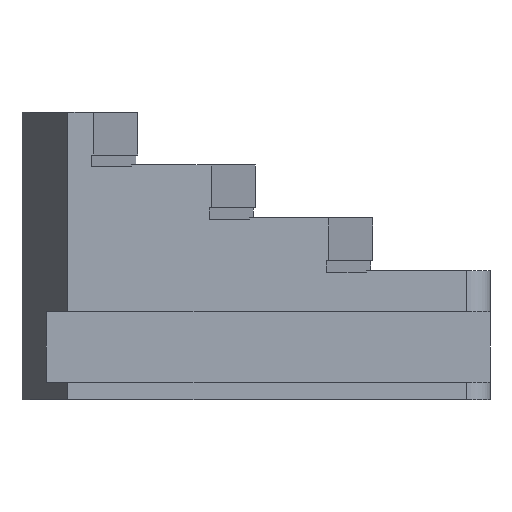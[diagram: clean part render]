
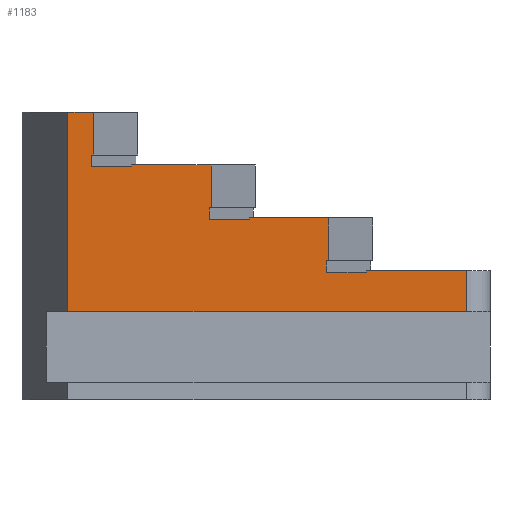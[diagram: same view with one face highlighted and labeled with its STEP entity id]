
A CAD part, left-side view. The second image highlights one B-rep face of the part: STEP entity #1183.
In plain terms, the highlighted planar face has unit normal (-1, 0, 0).
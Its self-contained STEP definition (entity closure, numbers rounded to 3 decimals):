
#30=FACE_OUTER_BOUND('',#88,.T.);
#88=EDGE_LOOP('',(#765,#766,#767,#768,#769,#770,#771,#772,#773,#774,#775,
#776,#777,#778,#779,#780,#781,#782,#783,#784,#785,#786));
#146=LINE('',#1611,#304);
#157=LINE('',#1632,#315);
#160=LINE('',#1640,#318);
#162=LINE('',#1644,#320);
#169=LINE('',#1658,#327);
#170=LINE('',#1660,#328);
#171=LINE('',#1662,#329);
#172=LINE('',#1664,#330);
#173=LINE('',#1666,#331);
#174=LINE('',#1668,#332);
#175=LINE('',#1670,#333);
#176=LINE('',#1672,#334);
#177=LINE('',#1674,#335);
#178=LINE('',#1676,#336);
#179=LINE('',#1678,#337);
#180=LINE('',#1680,#338);
#181=LINE('',#1682,#339);
#182=LINE('',#1683,#340);
#183=LINE('',#1685,#341);
#184=LINE('',#1687,#342);
#185=LINE('',#1689,#343);
#186=LINE('',#1690,#344);
#304=VECTOR('',#1316,2.206);
#315=VECTOR('',#1329,17.);
#318=VECTOR('',#1334,1.);
#320=VECTOR('',#1338,3.406);
#327=VECTOR('',#1347,0.173);
#328=VECTOR('',#1348,3.65);
#329=VECTOR('',#1349,6.767);
#330=VECTOR('',#1350,0.15);
#331=VECTOR('',#1351,3.406);
#332=VECTOR('',#1352,1.);
#333=VECTOR('',#1353,0.173);
#334=VECTOR('',#1354,3.65);
#335=VECTOR('',#1355,6.767);
#336=VECTOR('',#1356,0.15);
#337=VECTOR('',#1357,3.406);
#338=VECTOR('',#1358,1.);
#339=VECTOR('',#1359,0.173);
#340=VECTOR('',#1360,3.65);
#341=VECTOR('',#1361,33.959);
#342=VECTOR('',#1362,3.5);
#343=VECTOR('',#1363,8.52);
#344=VECTOR('',#1364,0.15);
#461=VERTEX_POINT('',#1608);
#462=VERTEX_POINT('',#1610);
#471=VERTEX_POINT('',#1630);
#474=VERTEX_POINT('',#1637);
#475=VERTEX_POINT('',#1639);
#476=VERTEX_POINT('',#1643);
#482=VERTEX_POINT('',#1657);
#483=VERTEX_POINT('',#1659);
#484=VERTEX_POINT('',#1661);
#485=VERTEX_POINT('',#1663);
#486=VERTEX_POINT('',#1665);
#487=VERTEX_POINT('',#1667);
#488=VERTEX_POINT('',#1669);
#489=VERTEX_POINT('',#1671);
#490=VERTEX_POINT('',#1673);
#491=VERTEX_POINT('',#1675);
#492=VERTEX_POINT('',#1677);
#493=VERTEX_POINT('',#1679);
#494=VERTEX_POINT('',#1681);
#495=VERTEX_POINT('',#1684);
#496=VERTEX_POINT('',#1686);
#497=VERTEX_POINT('',#1688);
#572=EDGE_CURVE('',#462,#461,#146,.T.);
#583=EDGE_CURVE('',#471,#461,#157,.T.);
#586=EDGE_CURVE('',#475,#474,#160,.T.);
#588=EDGE_CURVE('',#476,#475,#162,.T.);
#595=EDGE_CURVE('',#474,#482,#169,.T.);
#596=EDGE_CURVE('',#482,#483,#170,.T.);
#597=EDGE_CURVE('',#483,#484,#171,.T.);
#598=EDGE_CURVE('',#484,#485,#172,.T.);
#599=EDGE_CURVE('',#485,#486,#173,.T.);
#600=EDGE_CURVE('',#486,#487,#174,.T.);
#601=EDGE_CURVE('',#487,#488,#175,.T.);
#602=EDGE_CURVE('',#488,#489,#176,.T.);
#603=EDGE_CURVE('',#489,#490,#177,.T.);
#604=EDGE_CURVE('',#490,#491,#178,.T.);
#605=EDGE_CURVE('',#491,#492,#179,.T.);
#606=EDGE_CURVE('',#492,#493,#180,.T.);
#607=EDGE_CURVE('',#493,#494,#181,.T.);
#608=EDGE_CURVE('',#494,#462,#182,.T.);
#609=EDGE_CURVE('',#471,#495,#183,.T.);
#610=EDGE_CURVE('',#496,#495,#184,.T.);
#611=EDGE_CURVE('',#496,#497,#185,.T.);
#612=EDGE_CURVE('',#497,#476,#186,.T.);
#765=ORIENTED_EDGE('',*,*,#588,.T.);
#766=ORIENTED_EDGE('',*,*,#586,.T.);
#767=ORIENTED_EDGE('',*,*,#595,.T.);
#768=ORIENTED_EDGE('',*,*,#596,.T.);
#769=ORIENTED_EDGE('',*,*,#597,.T.);
#770=ORIENTED_EDGE('',*,*,#598,.T.);
#771=ORIENTED_EDGE('',*,*,#599,.T.);
#772=ORIENTED_EDGE('',*,*,#600,.T.);
#773=ORIENTED_EDGE('',*,*,#601,.T.);
#774=ORIENTED_EDGE('',*,*,#602,.T.);
#775=ORIENTED_EDGE('',*,*,#603,.T.);
#776=ORIENTED_EDGE('',*,*,#604,.T.);
#777=ORIENTED_EDGE('',*,*,#605,.T.);
#778=ORIENTED_EDGE('',*,*,#606,.T.);
#779=ORIENTED_EDGE('',*,*,#607,.T.);
#780=ORIENTED_EDGE('',*,*,#608,.T.);
#781=ORIENTED_EDGE('',*,*,#572,.T.);
#782=ORIENTED_EDGE('',*,*,#583,.F.);
#783=ORIENTED_EDGE('',*,*,#609,.T.);
#784=ORIENTED_EDGE('',*,*,#610,.F.);
#785=ORIENTED_EDGE('',*,*,#611,.T.);
#786=ORIENTED_EDGE('',*,*,#612,.T.);
#1070=PLANE('',#1244);
#1183=ADVANCED_FACE('',(#30),#1070,.T.);
#1244=AXIS2_PLACEMENT_3D('',#1656,#1345,#1346);
#1316=DIRECTION('',(0.,1.,0.));
#1329=DIRECTION('',(0.,0.,1.));
#1334=DIRECTION('',(0.,0.,1.));
#1338=DIRECTION('',(0.,1.,0.));
#1345=DIRECTION('center_axis',(-1.,0.,0.));
#1346=DIRECTION('ref_axis',(0.,0.,1.));
#1347=DIRECTION('',(0.,-1.,0.));
#1348=DIRECTION('',(0.,0.,1.));
#1349=DIRECTION('',(0.,1.,0.));
#1350=DIRECTION('',(0.,0.,-1.));
#1351=DIRECTION('',(0.,1.,0.));
#1352=DIRECTION('',(0.,0.,1.));
#1353=DIRECTION('',(0.,-1.,0.));
#1354=DIRECTION('',(0.,0.,1.));
#1355=DIRECTION('',(0.,1.,0.));
#1356=DIRECTION('',(0.,0.,-1.));
#1357=DIRECTION('',(0.,1.,0.));
#1358=DIRECTION('',(0.,0.,1.));
#1359=DIRECTION('',(0.,-1.,0.));
#1360=DIRECTION('',(0.,0.,1.));
#1361=DIRECTION('',(0.,-1.,0.));
#1362=DIRECTION('',(0.,0.,-1.));
#1363=DIRECTION('',(0.,1.,0.));
#1364=DIRECTION('',(0.,0.,-1.));
#1608=CARTESIAN_POINT('',(-7.,-4.041,24.5));
#1610=CARTESIAN_POINT('',(-7.,-6.247,24.5));
#1611=CARTESIAN_POINT('',(-7.,-4.041,24.5));
#1630=CARTESIAN_POINT('',(-7.,-4.041,7.5));
#1632=CARTESIAN_POINT('',(-7.,-4.041,0.));
#1637=CARTESIAN_POINT('',(-7.,-26.074,11.85));
#1639=CARTESIAN_POINT('',(-7.,-26.074,10.85));
#1640=CARTESIAN_POINT('',(-7.,-26.074,5.675));
#1643=CARTESIAN_POINT('',(-7.,-29.48,10.85));
#1644=CARTESIAN_POINT('',(-7.,-32.948,10.85));
#1656=CARTESIAN_POINT('Origin',(-7.,-40.,0.));
#1657=CARTESIAN_POINT('',(-7.,-26.247,11.85));
#1658=CARTESIAN_POINT('',(-7.,-35.,11.85));
#1659=CARTESIAN_POINT('',(-7.,-26.247,15.5));
#1660=CARTESIAN_POINT('',(-7.,-26.247,7.75));
#1661=CARTESIAN_POINT('',(-7.,-19.48,15.5));
#1662=CARTESIAN_POINT('',(-7.,-34.114,15.5));
#1663=CARTESIAN_POINT('',(-7.,-19.48,15.35));
#1664=CARTESIAN_POINT('',(-7.,-19.48,7.75));
#1665=CARTESIAN_POINT('',(-7.,-16.074,15.35));
#1666=CARTESIAN_POINT('',(-7.,-27.936,15.35));
#1667=CARTESIAN_POINT('',(-7.,-16.074,16.35));
#1668=CARTESIAN_POINT('',(-7.,-16.074,7.925));
#1669=CARTESIAN_POINT('',(-7.,-16.247,16.35));
#1670=CARTESIAN_POINT('',(-7.,-30.,16.35));
#1671=CARTESIAN_POINT('',(-7.,-16.247,20.));
#1672=CARTESIAN_POINT('',(-7.,-16.247,10.));
#1673=CARTESIAN_POINT('',(-7.,-9.48,20.));
#1674=CARTESIAN_POINT('',(-7.,-31.551,20.));
#1675=CARTESIAN_POINT('',(-7.,-9.48,19.85));
#1676=CARTESIAN_POINT('',(-7.,-9.48,10.));
#1677=CARTESIAN_POINT('',(-7.,-6.074,19.85));
#1678=CARTESIAN_POINT('',(-7.,-23.025,19.85));
#1679=CARTESIAN_POINT('',(-7.,-6.074,20.85));
#1680=CARTESIAN_POINT('',(-7.,-6.074,10.175));
#1681=CARTESIAN_POINT('',(-7.,-6.247,20.85));
#1682=CARTESIAN_POINT('',(-7.,-25.,20.85));
#1683=CARTESIAN_POINT('',(-7.,-6.247,12.25));
#1684=CARTESIAN_POINT('',(-7.,-38.,7.5));
#1685=CARTESIAN_POINT('',(-7.,-40.,7.5));
#1686=CARTESIAN_POINT('',(-7.,-38.,11.));
#1687=CARTESIAN_POINT('',(-7.,-38.,0.));
#1688=CARTESIAN_POINT('',(-7.,-29.48,11.));
#1689=CARTESIAN_POINT('',(-7.,-36.719,11.));
#1690=CARTESIAN_POINT('',(-7.,-29.48,5.5));
